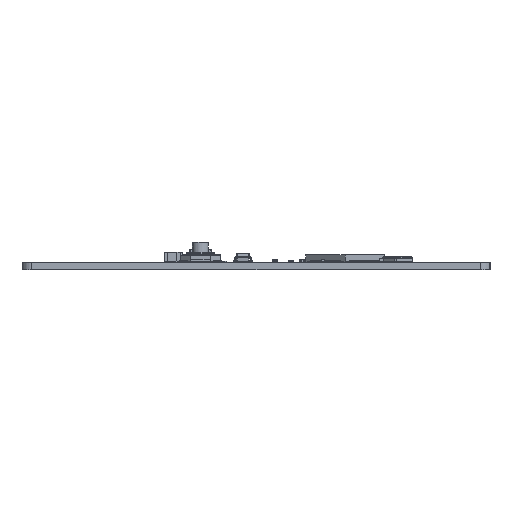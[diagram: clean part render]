
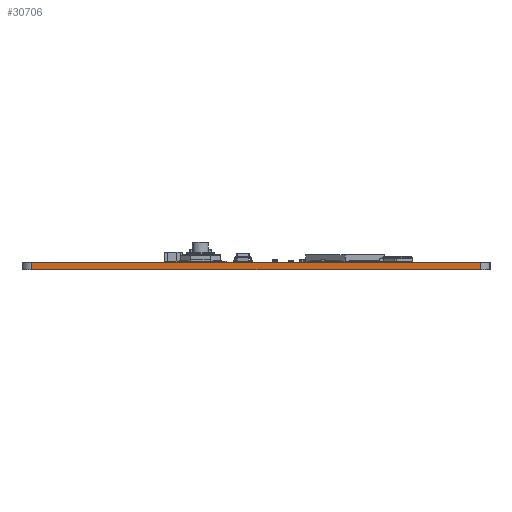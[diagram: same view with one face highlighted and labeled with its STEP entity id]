
A CAD part, left-side view. The second image highlights one B-rep face of the part: STEP entity #30706.
In plain terms, the highlighted planar face has unit normal (-1, 0, 0).
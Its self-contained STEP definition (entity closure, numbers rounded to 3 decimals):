
#29233 = VERTEX_POINT('',#29234);
#29234 = CARTESIAN_POINT('',(106.74,-53.04,0.));
#29241 = EDGE_CURVE('',#29242,#29233,#29244,.T.);
#29242 = VERTEX_POINT('',#29243);
#29243 = CARTESIAN_POINT('',(106.74,-109.34,0.));
#29244 = LINE('',#29245,#29246);
#29245 = CARTESIAN_POINT('',(106.74,-109.34,0.));
#29246 = VECTOR('',#29247,1.);
#29247 = DIRECTION('',(0.,1.,0.));
#29956 = VERTEX_POINT('',#29957);
#29957 = CARTESIAN_POINT('',(106.74,-53.04,0.91));
#29964 = EDGE_CURVE('',#29965,#29956,#29967,.T.);
#29965 = VERTEX_POINT('',#29966);
#29966 = CARTESIAN_POINT('',(106.74,-109.34,0.91));
#29967 = LINE('',#29968,#29969);
#29968 = CARTESIAN_POINT('',(106.74,-109.34,0.91));
#29969 = VECTOR('',#29970,1.);
#29970 = DIRECTION('',(0.,1.,0.));
#30676 = EDGE_CURVE('',#29233,#29956,#30677,.T.);
#30677 = LINE('',#30678,#30679);
#30678 = CARTESIAN_POINT('',(106.74,-53.04,0.));
#30679 = VECTOR('',#30680,1.);
#30680 = DIRECTION('',(0.,0.,1.));
#30706 = ADVANCED_FACE('',(#30707),#30718,.T.);
#30707 = FACE_BOUND('',#30708,.T.);
#30708 = EDGE_LOOP('',(#30709,#30715,#30716,#30717));
#30709 = ORIENTED_EDGE('',*,*,#30710,.T.);
#30710 = EDGE_CURVE('',#29242,#29965,#30711,.T.);
#30711 = LINE('',#30712,#30713);
#30712 = CARTESIAN_POINT('',(106.74,-109.34,0.));
#30713 = VECTOR('',#30714,1.);
#30714 = DIRECTION('',(0.,0.,1.));
#30715 = ORIENTED_EDGE('',*,*,#29964,.T.);
#30716 = ORIENTED_EDGE('',*,*,#30676,.F.);
#30717 = ORIENTED_EDGE('',*,*,#29241,.F.);
#30718 = PLANE('',#30719);
#30719 = AXIS2_PLACEMENT_3D('',#30720,#30721,#30722);
#30720 = CARTESIAN_POINT('',(106.74,-109.34,0.));
#30721 = DIRECTION('',(-1.,0.,0.));
#30722 = DIRECTION('',(0.,1.,0.));
